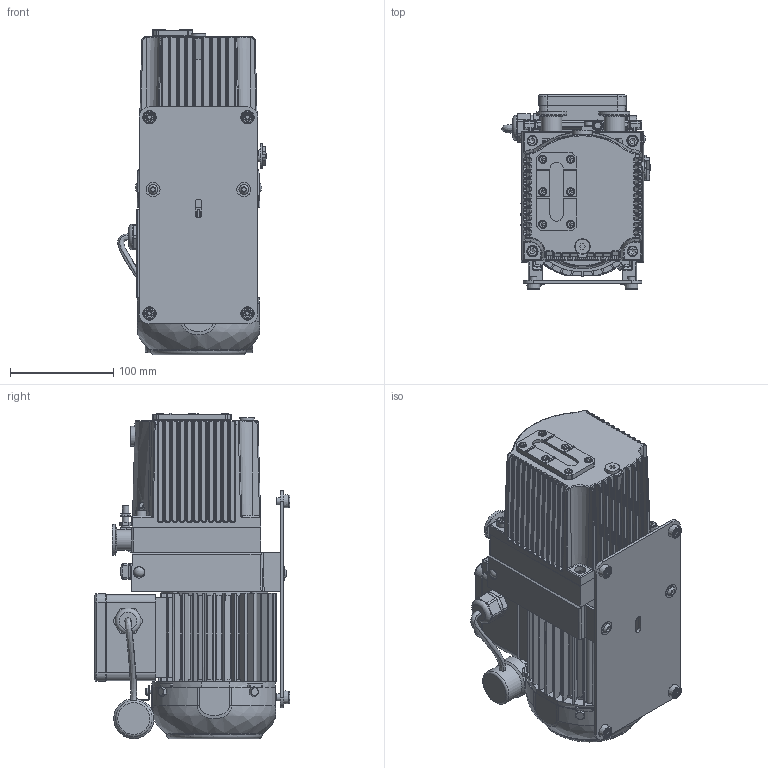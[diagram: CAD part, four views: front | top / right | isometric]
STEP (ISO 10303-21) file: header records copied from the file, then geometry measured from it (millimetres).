
FILE_DESCRIPTION((''),'2;1');
FILE_NAME('','2013-03-08T09:11:00',(''),(''),'','','');
FILE_SCHEMA(('AUTOMOTIVE_DESIGN { 1 0 10303 214 1 1 1 1 }'));
Length unit declared in the file: millimetre
Products named in the file (1): PK902010_SW Schreibgeschützt
Bounding box: 143.73 x 189.34 x 315.2 mm (x, y, z)
Volume: 4183072.4 mm3; surface area: 349615.2 mm2
Topology: 30 solids, 30 shells, 3143 faces, 8089 edges, 4991 vertices
Faces by surface type: plane 1387, cylinder 969, bspline 608, cone 96, torus 47, sphere 36
Full cylindrical faces by diameter (mm): 3 x1, 3.8 x4, 4 x8, 4.4 x4, 5 x12, 5.4 x4, 5.54 x3, 5.65 x2, 6 x6, 6.25 x1, 6.4 x1, 6.8 x2, 6.9 x4, 7 x6, 7.2 x4, 7.4 x1, 7.5 x4, 7.6 x4, 8 x1, 8.5 x1, 9 x1, 10 x8, 10.2 x1, 11 x4, 13.6 x2, 14 x1, 16.5 x2, 17 x1, 17.2 x2, 19 x1
Entity records: 125447 total; most frequent: CARTESIAN_POINT 48976, ORIENTED_EDGE 15302, DIRECTION 14861, EDGE_CURVE 7651, AXIS2_PLACEMENT_3D 5449, VERTEX_POINT 4882, VECTOR 3963, LINE 3963
